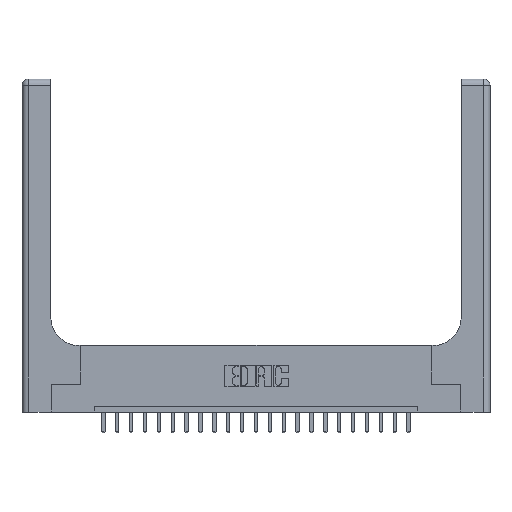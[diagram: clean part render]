
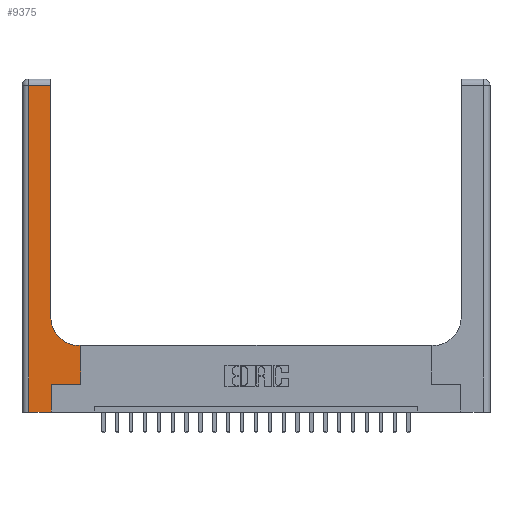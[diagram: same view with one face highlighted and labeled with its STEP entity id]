
A CAD part, top view. The second image highlights one B-rep face of the part: STEP entity #9375.
In plain terms, the highlighted planar face has unit normal (0, 0, 1).
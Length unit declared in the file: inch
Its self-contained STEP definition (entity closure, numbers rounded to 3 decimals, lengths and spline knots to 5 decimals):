
#297 = VECTOR ( 'NONE', #11085, 39.37008 ) ;
#349 = DIRECTION ( 'NONE',  ( -1., 0., 0. ) ) ;
#420 = EDGE_CURVE ( 'NONE', #20914, #7938, #15772, .T. ) ;
#521 = LINE ( 'NONE', #16631, #7372 ) ;
#537 = VECTOR ( 'NONE', #1789, 39.37008 ) ;
#566 = VERTEX_POINT ( 'NONE', #4234 ) ;
#1231 = CARTESIAN_POINT ( 'NONE',  ( 0.265, 0.25, 0.37 ) ) ;
#1789 = DIRECTION ( 'NONE',  ( 0., 1., 0. ) ) ;
#2280 = ORIENTED_EDGE ( 'NONE', *, *, #3656, .T. ) ;
#2493 = VECTOR ( 'NONE', #7893, 39.37008 ) ;
#2662 = DIRECTION ( 'NONE',  ( 0., 1., 0. ) ) ;
#2718 = CARTESIAN_POINT ( 'NONE',  ( 0., 2.94, 0.37 ) ) ;
#2773 = ORIENTED_EDGE ( 'NONE', *, *, #20535, .T. ) ;
#2873 = PLANE ( 'NONE',  #19203 ) ;
#2956 = LINE ( 'NONE', #1231, #16861 ) ;
#3045 = CARTESIAN_POINT ( 'NONE',  ( 0.06, 0., 0.37 ) ) ;
#3309 = VECTOR ( 'NONE', #18581, 39.37008 ) ;
#3326 = DIRECTION ( 'NONE',  ( 0., 0., -1. ) ) ;
#3440 = CARTESIAN_POINT ( 'NONE',  ( 0.51, 0.6, 0.37 ) ) ;
#3656 = EDGE_CURVE ( 'NONE', #12931, #566, #17324, .T. ) ;
#3789 = CARTESIAN_POINT ( 'NONE',  ( 0.26, 0.6, 0.37 ) ) ;
#4014 = CARTESIAN_POINT ( 'NONE',  ( 0., 0., 0.37 ) ) ;
#4109 = EDGE_CURVE ( 'NONE', #7938, #15982, #9491, .T. ) ;
#4151 = CARTESIAN_POINT ( 'NONE',  ( 0.51, 0.85, 0.37 ) ) ;
#4234 = CARTESIAN_POINT ( 'NONE',  ( 0.265, 0.25, 0.37 ) ) ;
#5416 = VECTOR ( 'NONE', #349, 39.37008 ) ;
#6389 = VERTEX_POINT ( 'NONE', #10087 ) ;
#7372 = VECTOR ( 'NONE', #9435, 39.37008 ) ;
#7436 = LINE ( 'NONE', #4014, #297 ) ;
#7893 = DIRECTION ( 'NONE',  ( 0., -1., 0. ) ) ;
#7938 = VERTEX_POINT ( 'NONE', #3440 ) ;
#8407 = VERTEX_POINT ( 'NONE', #3045 ) ;
#8677 = ORIENTED_EDGE ( 'NONE', *, *, #420, .T. ) ;
#9173 = DIRECTION ( 'NONE',  ( 0., 0., -1. ) ) ;
#9375 = ADVANCED_FACE ( 'NONE', ( #20569 ), #2873, .F. ) ;
#9435 = DIRECTION ( 'NONE',  ( 0., 1., 0. ) ) ;
#9491 = CIRCLE ( 'NONE', #11322, 0.25 ) ;
#9594 = ORIENTED_EDGE ( 'NONE', *, *, #4109, .T. ) ;
#10025 = DIRECTION ( 'NONE',  ( 1., 0., 0. ) ) ;
#10087 = CARTESIAN_POINT ( 'NONE',  ( 0.528, 0.25, 0.37 ) ) ;
#10247 = CARTESIAN_POINT ( 'NONE',  ( 0.265, 0., 0.37 ) ) ;
#11085 = DIRECTION ( 'NONE',  ( 1., 0., 0. ) ) ;
#11322 = AXIS2_PLACEMENT_3D ( 'NONE', #4151, #9173, #21393 ) ;
#11661 = DIRECTION ( 'NONE',  ( -1., 0., 0. ) ) ;
#11735 = LINE ( 'NONE', #2718, #3309 ) ;
#11765 = CARTESIAN_POINT ( 'NONE',  ( 0.265, 0., 0.37 ) ) ;
#12901 = EDGE_LOOP ( 'NONE', ( #13855, #14308, #14971, #19081, #2280, #15741, #2773, #8677, #9594 ) ) ;
#12931 = VERTEX_POINT ( 'NONE', #11765 ) ;
#13855 = ORIENTED_EDGE ( 'NONE', *, *, #17577, .T. ) ;
#13886 = EDGE_CURVE ( 'NONE', #8407, #12931, #7436, .T. ) ;
#14082 = EDGE_CURVE ( 'NONE', #14562, #8407, #20216, .T. ) ;
#14308 = ORIENTED_EDGE ( 'NONE', *, *, #16789, .T. ) ;
#14562 = VERTEX_POINT ( 'NONE', #20644 ) ;
#14971 = ORIENTED_EDGE ( 'NONE', *, *, #14082, .T. ) ;
#14993 = CARTESIAN_POINT ( 'NONE',  ( 0.26, 3., 0.37 ) ) ;
#15536 = VERTEX_POINT ( 'NONE', #16932 ) ;
#15741 = ORIENTED_EDGE ( 'NONE', *, *, #20270, .T. ) ;
#15772 = LINE ( 'NONE', #3789, #5416 ) ;
#15982 = VERTEX_POINT ( 'NONE', #20987 ) ;
#16631 = CARTESIAN_POINT ( 'NONE',  ( 0.528, 0.25, 0.37 ) ) ;
#16789 = EDGE_CURVE ( 'NONE', #15536, #14562, #11735, .T. ) ;
#16861 = VECTOR ( 'NONE', #10025, 39.37008 ) ;
#16932 = CARTESIAN_POINT ( 'NONE',  ( 0.26, 2.94, 0.37 ) ) ;
#17324 = LINE ( 'NONE', #10247, #537 ) ;
#17404 = CARTESIAN_POINT ( 'NONE',  ( 0.528, 0.6, 0.37 ) ) ;
#17577 = EDGE_CURVE ( 'NONE', #15982, #15536, #20470, .T. ) ;
#18502 = CARTESIAN_POINT ( 'NONE',  ( 0.06, 3., 0.37 ) ) ;
#18581 = DIRECTION ( 'NONE',  ( -1., 0., 0. ) ) ;
#19081 = ORIENTED_EDGE ( 'NONE', *, *, #13886, .T. ) ;
#19203 = AXIS2_PLACEMENT_3D ( 'NONE', #22048, #3326, #11661 ) ;
#20216 = LINE ( 'NONE', #18502, #2493 ) ;
#20270 = EDGE_CURVE ( 'NONE', #566, #6389, #2956, .T. ) ;
#20450 = VECTOR ( 'NONE', #2662, 39.37008 ) ;
#20470 = LINE ( 'NONE', #14993, #20450 ) ;
#20535 = EDGE_CURVE ( 'NONE', #6389, #20914, #521, .T. ) ;
#20569 = FACE_OUTER_BOUND ( 'NONE', #12901, .T. ) ;
#20644 = CARTESIAN_POINT ( 'NONE',  ( 0.06, 2.94, 0.37 ) ) ;
#20914 = VERTEX_POINT ( 'NONE', #17404 ) ;
#20987 = CARTESIAN_POINT ( 'NONE',  ( 0.26, 0.85, 0.37 ) ) ;
#21393 = DIRECTION ( 'NONE',  ( 1., 0., 0. ) ) ;
#22048 = CARTESIAN_POINT ( 'NONE',  ( 0., 3., 0.37 ) ) ;
